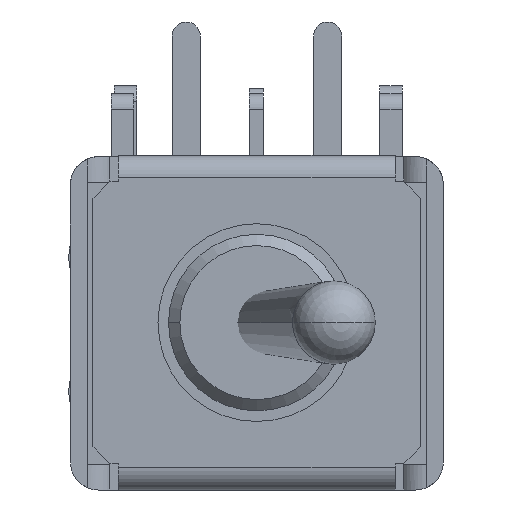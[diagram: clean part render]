
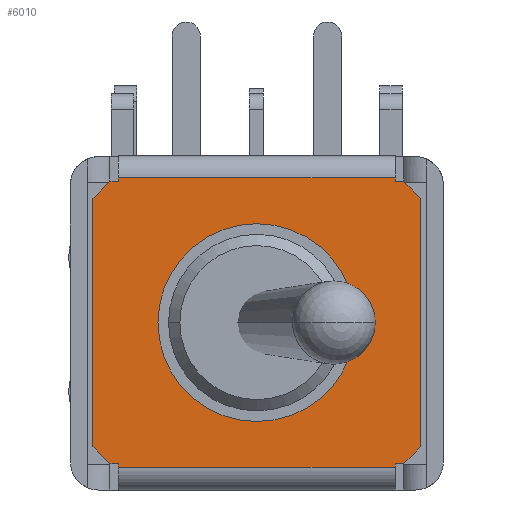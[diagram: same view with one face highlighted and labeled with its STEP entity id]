
A CAD part, front view. The second image highlights one B-rep face of the part: STEP entity #6010.
In plain terms, the highlighted planar face has unit normal (0, -1, 0).
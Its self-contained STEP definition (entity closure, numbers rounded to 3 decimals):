
#4775=DIRECTION('',(-1.,0.,0.));
#4776=VECTOR('',#4775,9.8);
#4777=CARTESIAN_POINT('',(4.9,0.,2.65));
#4778=LINE('',#4777,#4776);
#4779=DIRECTION('',(0.,0.,1.));
#4780=VECTOR('',#4779,0.13);
#4781=CARTESIAN_POINT('',(-4.9,0.,2.52));
#4782=LINE('',#4781,#4780);
#4783=DIRECTION('',(1.,0.,0.));
#4784=VECTOR('',#4783,0.3);
#4785=CARTESIAN_POINT('',(4.9,0.,2.52));
#4786=LINE('',#4785,#4784);
#4787=DIRECTION('',(0.707,0.,-0.707));
#4788=VECTOR('',#4787,0.849);
#4789=CARTESIAN_POINT('',(5.2,0.,2.52));
#4790=LINE('',#4789,#4788);
#4791=DIRECTION('',(0.,0.,-1.));
#4792=VECTOR('',#4791,8.79);
#4793=CARTESIAN_POINT('',(5.8,0.,1.92));
#4794=LINE('',#4793,#4792);
#4795=DIRECTION('',(-0.707,0.,-0.707));
#4796=VECTOR('',#4795,0.849);
#4797=CARTESIAN_POINT('',(5.8,0.,-6.87));
#4798=LINE('',#4797,#4796);
#4799=DIRECTION('',(0.,0.,-1.));
#4800=VECTOR('',#4799,0.13);
#4801=CARTESIAN_POINT('',(4.9,0.,-7.47));
#4802=LINE('',#4801,#4800);
#4803=DIRECTION('',(-1.,0.,0.));
#4804=VECTOR('',#4803,0.3);
#4805=CARTESIAN_POINT('',(-4.9,0.,-7.47));
#4806=LINE('',#4805,#4804);
#4807=DIRECTION('',(-0.707,0.,0.707));
#4808=VECTOR('',#4807,0.849);
#4809=CARTESIAN_POINT('',(-5.2,0.,-7.47));
#4810=LINE('',#4809,#4808);
#4811=DIRECTION('',(0.707,0.,0.707));
#4812=VECTOR('',#4811,0.849);
#4813=CARTESIAN_POINT('',(-5.8,0.,1.92));
#4814=LINE('',#4813,#4812);
#4815=DIRECTION('',(-1.,0.,0.));
#4816=VECTOR('',#4815,0.3);
#4817=CARTESIAN_POINT('',(-4.9,0.,2.52));
#4818=LINE('',#4817,#4816);
#4835=DIRECTION('',(0.,0.,-1.));
#4836=VECTOR('',#4835,8.79);
#4837=CARTESIAN_POINT('',(-5.8,0.,1.92));
#4838=LINE('',#4837,#4836);
#4871=DIRECTION('',(0.,0.,-1.));
#4872=VECTOR('',#4871,0.13);
#4873=CARTESIAN_POINT('',(-4.9,0.,-7.47));
#4874=LINE('',#4873,#4872);
#4893=DIRECTION('',(1.,0.,0.));
#4894=VECTOR('',#4893,9.8);
#4895=CARTESIAN_POINT('',(-4.9,0.,-7.6));
#4896=LINE('',#4895,#4894);
#4923=DIRECTION('',(1.,0.,0.));
#4924=VECTOR('',#4923,0.3);
#4925=CARTESIAN_POINT('',(4.9,0.,-7.47));
#4926=LINE('',#4925,#4924);
#4975=DIRECTION('',(0.,0.,1.));
#4976=VECTOR('',#4975,0.13);
#4977=CARTESIAN_POINT('',(4.9,0.,2.52));
#4978=LINE('',#4977,#4976);
#5485=CARTESIAN_POINT('',(4.9,0.,2.65));
#5486=VERTEX_POINT('',#5485);
#5489=CARTESIAN_POINT('',(-4.9,0.,2.65));
#5490=VERTEX_POINT('',#5489);
#5491=CARTESIAN_POINT('',(-4.9,0.,2.52));
#5492=CARTESIAN_POINT('',(-5.2,0.,2.52));
#5493=VERTEX_POINT('',#5491);
#5494=VERTEX_POINT('',#5492);
#5495=CARTESIAN_POINT('',(4.9,0.,2.52));
#5496=VERTEX_POINT('',#5495);
#5497=CARTESIAN_POINT('',(5.2,0.,2.52));
#5498=VERTEX_POINT('',#5497);
#5499=CARTESIAN_POINT('',(5.8,0.,1.92));
#5500=VERTEX_POINT('',#5499);
#5501=CARTESIAN_POINT('',(5.8,0.,-6.87));
#5502=VERTEX_POINT('',#5501);
#5503=CARTESIAN_POINT('',(5.2,0.,-7.47));
#5504=VERTEX_POINT('',#5503);
#5505=CARTESIAN_POINT('',(4.9,0.,-7.47));
#5506=VERTEX_POINT('',#5505);
#5507=CARTESIAN_POINT('',(4.9,0.,-7.6));
#5508=VERTEX_POINT('',#5507);
#5509=CARTESIAN_POINT('',(-4.9,0.,-7.6));
#5510=VERTEX_POINT('',#5509);
#5511=CARTESIAN_POINT('',(-4.9,0.,-7.47));
#5512=VERTEX_POINT('',#5511);
#5513=CARTESIAN_POINT('',(-5.2,0.,-7.47));
#5514=VERTEX_POINT('',#5513);
#5515=CARTESIAN_POINT('',(-5.8,0.,-6.87));
#5516=VERTEX_POINT('',#5515);
#5517=CARTESIAN_POINT('',(-5.8,0.,1.92));
#5518=VERTEX_POINT('',#5517);
#5972=CARTESIAN_POINT('',(5.8,0.,-8.4));
#5973=DIRECTION('',(0.,-1.,0.));
#5974=DIRECTION('',(0.,0.,1.));
#5975=AXIS2_PLACEMENT_3D('',#5972,#5973,#5974);
#5976=PLANE('',#5975);
#5978=ORIENTED_EDGE('',*,*,#5977,.F.);
#5980=ORIENTED_EDGE('',*,*,#5979,.T.);
#5981=ORIENTED_EDGE('',*,*,#5965,.F.);
#5983=ORIENTED_EDGE('',*,*,#5982,.F.);
#5985=ORIENTED_EDGE('',*,*,#5984,.T.);
#5987=ORIENTED_EDGE('',*,*,#5986,.T.);
#5989=ORIENTED_EDGE('',*,*,#5988,.T.);
#5991=ORIENTED_EDGE('',*,*,#5990,.T.);
#5993=ORIENTED_EDGE('',*,*,#5992,.F.);
#5995=ORIENTED_EDGE('',*,*,#5994,.T.);
#5997=ORIENTED_EDGE('',*,*,#5996,.F.);
#5999=ORIENTED_EDGE('',*,*,#5998,.F.);
#6001=ORIENTED_EDGE('',*,*,#6000,.T.);
#6003=ORIENTED_EDGE('',*,*,#6002,.T.);
#6005=ORIENTED_EDGE('',*,*,#6004,.F.);
#6007=ORIENTED_EDGE('',*,*,#6006,.T.);
#6008=EDGE_LOOP('',(#5978,#5980,#5981,#5983,#5985,#5987,#5989,#5991,#5993,#5995,
#5997,#5999,#6001,#6003,#6005,#6007));
#6009=FACE_OUTER_BOUND('',#6008,.F.);
#6010=ADVANCED_FACE('',(#6009),#5976,.T.);
#5965=EDGE_CURVE('',#5486,#5490,#4778,.T.);
#5977=EDGE_CURVE('',#5493,#5494,#4818,.T.);
#5979=EDGE_CURVE('',#5493,#5490,#4782,.T.);
#5982=EDGE_CURVE('',#5496,#5486,#4978,.T.);
#5984=EDGE_CURVE('',#5496,#5498,#4786,.T.);
#5986=EDGE_CURVE('',#5498,#5500,#4790,.T.);
#5988=EDGE_CURVE('',#5500,#5502,#4794,.T.);
#5990=EDGE_CURVE('',#5502,#5504,#4798,.T.);
#5992=EDGE_CURVE('',#5506,#5504,#4926,.T.);
#5994=EDGE_CURVE('',#5506,#5508,#4802,.T.);
#5996=EDGE_CURVE('',#5510,#5508,#4896,.T.);
#5998=EDGE_CURVE('',#5512,#5510,#4874,.T.);
#6000=EDGE_CURVE('',#5512,#5514,#4806,.T.);
#6002=EDGE_CURVE('',#5514,#5516,#4810,.T.);
#6004=EDGE_CURVE('',#5518,#5516,#4838,.T.);
#6006=EDGE_CURVE('',#5518,#5494,#4814,.T.);
